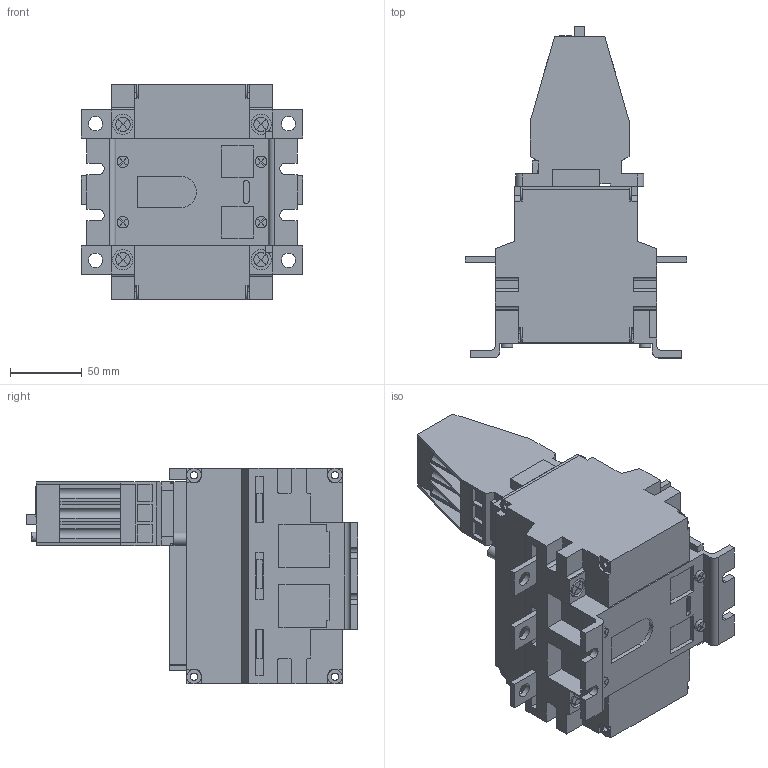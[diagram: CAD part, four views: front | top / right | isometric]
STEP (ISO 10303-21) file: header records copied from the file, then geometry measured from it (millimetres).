
FILE_DESCRIPTION (( 'STEP AP214' ), '1' );
FILE_NAME ('B3UA66-00-3B.STEP', '2014-05-13T08:25:54', ( '' ), ( '' ), 'SwSTEP 2.0', 'SolidWorks 2013', '' );
FILE_SCHEMA (( 'AUTOMOTIVE_DESIGN' ));
Length unit declared in the file: millimetre
Products named in the file (13): Part10^B3UA66-00-3B; Part2^B3UA66-00-3B; Part1^B3UA66-00-3B; B3UA66-00-3B; Part11^B3UA66-00-3B; Part8^B3UA66-00-3B; Part12^B3UA66-00-3B; oval head_ai; Part13^B3UA66-00-3B; Part7^B3UA66-00-3B; BA-200; Part9^B3UA66-00-3B
Assembly tree (13 placements, depth 2):
  Part10^B3UA66-00-3B
  Part1^B3UA66-00-3B
  B3UA66-00-3B
    BA-200
    B3UA66-00-3B
    Part2^B3UA66-00-3B
    oval head_ai  x10
  Part11^B3UA66-00-3B
  Part8^B3UA66-00-3B
Bounding box: 154 x 230.54 x 150 mm (x, y, z)
Volume: 1802180.2 mm3; surface area: 177528.5 mm2
Topology: 23 solids, 23 shells, 1702 faces, 4452 edges, 2928 vertices
Faces by surface type: plane 1189, cylinder 230, bspline 223, sphere 40, cone 20
Entity records: 54900 total; most frequent: CARTESIAN_POINT 19379, ORIENTED_EDGE 7680, DIRECTION 6390, EDGE_CURVE 3840, VECTOR 2876, LINE 2876, VERTEX_POINT 2550, AXIS2_PLACEMENT_3D 1757
